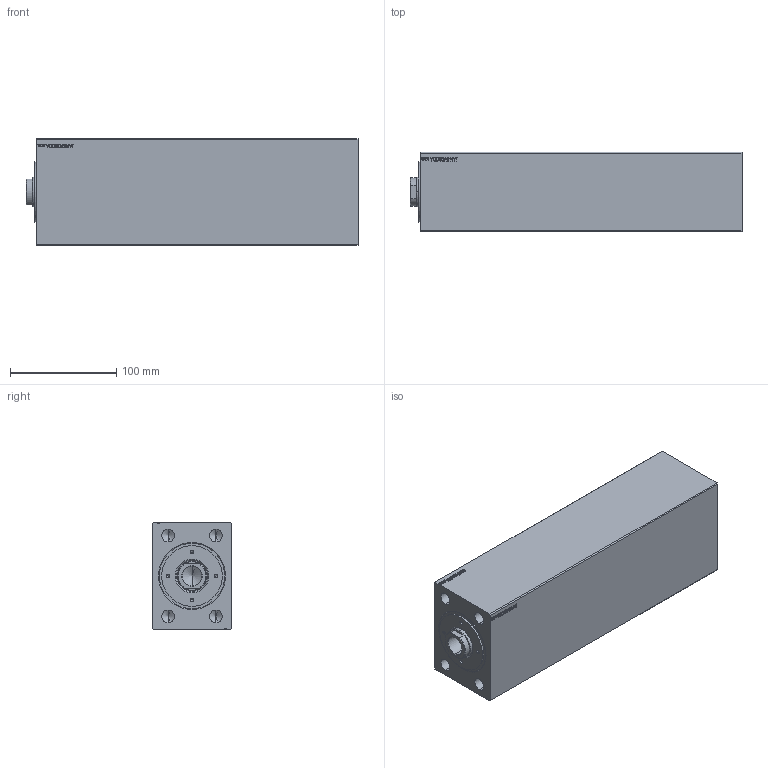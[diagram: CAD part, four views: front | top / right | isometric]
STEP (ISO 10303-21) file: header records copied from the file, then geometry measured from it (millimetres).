
FILE_DESCRIPTION (( 'STEP AP203' ), '1' );
FILE_NAME ('48b9.STEP', '2022-04-07T14:39:50', ( '' ), ( '' ), 'SwSTEP 2.0', 'SolidWorks 2019', '' );
FILE_SCHEMA (( 'CONFIG_CONTROL_DESIGN' ));
Length unit declared in the file: millimetre
Products named in the file (4): V500CZ f8b827131dee09d165efa2514016eb3d; V500CZ_B_VC f8b827131dee09d165efa2514016eb3d; V500CZ_VNIT豊蚠攘ST f8b827131dee09d165efa2514016eb3d; 48b9
Assembly tree (3 placements, depth 2):
  48b9
    V500CZ f8b827131dee09d165efa2514016eb3d
    V500CZ_VNIT豊蚠攘ST f8b827131dee09d165efa2514016eb3d
    V500CZ_B_VC f8b827131dee09d165efa2514016eb3d
Bounding box: 312 x 75 x 100 mm (x, y, z)
Volume: 2010324.1 mm3; surface area: 238535.7 mm2
Topology: 3 solids, 3 shells, 873 faces, 2239 edges, 1465 vertices
Faces by surface type: plane 399, bspline 380, cylinder 58, cone 36
Entity records: 44087 total; most frequent: CARTESIAN_POINT 25109, ORIENTED_EDGE 4426, DIRECTION 2571, EDGE_CURVE 2213, VERTEX_POINT 1465, LINE 1321, VECTOR 1321, EDGE_LOOP 996
